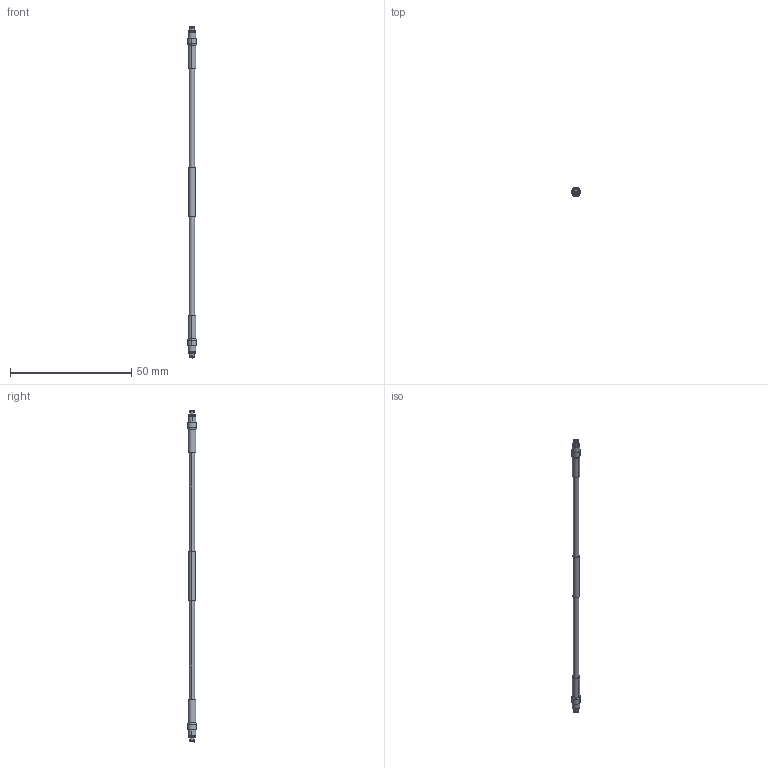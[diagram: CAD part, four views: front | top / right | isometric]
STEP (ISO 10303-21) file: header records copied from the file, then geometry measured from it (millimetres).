
FILE_DESCRIPTION (( 'STEP AP214' ), '1' );
FILE_NAME ('FMC01429_3D.step', '2023-10-19T16:27:30', ( '' ), ( '' ), 'SwSTEP 2.0', 'SolidWorks 2022', '' );
FILE_SCHEMA (( 'AUTOMOTIVE_DESIGN' ));
Length unit declared in the file: inch
Products named in the file (3): FM-SR086ALTN-COIL^FMC01429_FM-SR086ALTN-STR; SC5431_3D^FMC01429; FMC01429_3D
Assembly tree (3 placements, depth 2):
  FMC01429_3D
    FM-SR086ALTN-COIL^FMC01429_FM-SR086ALTN-STR
    SC5431_3D^FMC01429  x2
Bounding box: 3.68 x 3.68 x 136.91 mm (x, y, z)
Volume: 674.4 mm3; surface area: 1160.8 mm2
Topology: 3 solids, 3 shells, 218 faces, 584 edges, 382 vertices
Faces by surface type: plane 88, cone 56, cylinder 54, bspline 16, torus 4
Entity records: 4879 total; most frequent: CARTESIAN_POINT 1915, ORIENTED_EDGE 602, DIRECTION 580, EDGE_CURVE 301, AXIS2_PLACEMENT_3D 229, VERTEX_POINT 197, VECTOR 122, LINE 122
